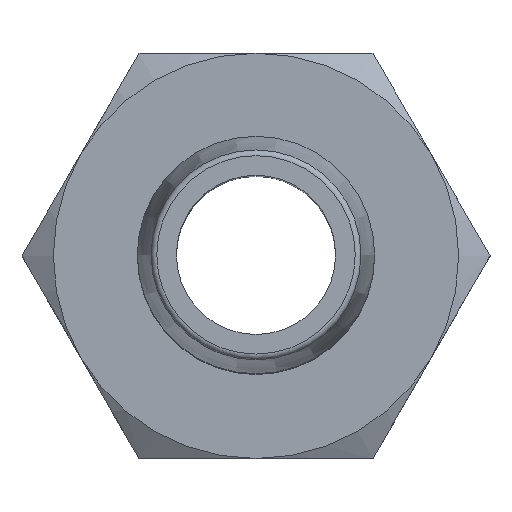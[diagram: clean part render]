
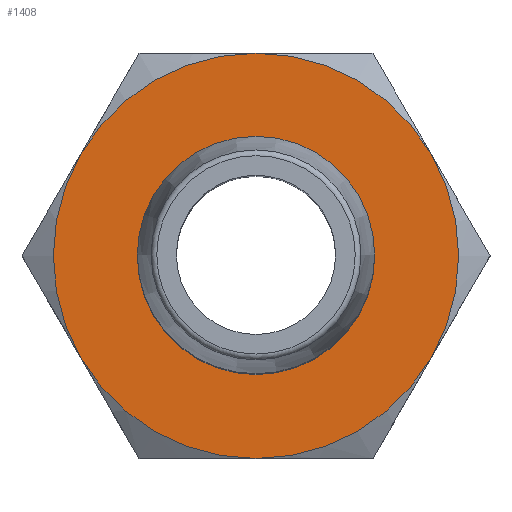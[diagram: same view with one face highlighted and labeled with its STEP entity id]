
A CAD part, top view. The second image highlights one B-rep face of the part: STEP entity #1408.
In plain terms, the highlighted face is planar.
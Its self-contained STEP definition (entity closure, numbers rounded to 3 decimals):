
#744=ORIENTED_EDGE('',*,*,#933,.F.);
#745=ORIENTED_EDGE('',*,*,#934,.F.);
#746=ORIENTED_EDGE('',*,*,#935,.F.);
#747=ORIENTED_EDGE('',*,*,#936,.F.);
#748=ORIENTED_EDGE('',*,*,#932,.F.);
#749=ORIENTED_EDGE('',*,*,#937,.F.);
#750=ORIENTED_EDGE('',*,*,#938,.T.);
#840=CIRCLE('',#1319,7.);
#841=CIRCLE('',#1321,7.);
#842=CIRCLE('',#1322,7.);
#843=CIRCLE('',#1323,7.);
#844=CIRCLE('',#1324,7.);
#845=CIRCLE('',#1325,7.);
#846=CIRCLE('',#1326,4.1);
#876=VERTEX_POINT('',#1475);
#878=VERTEX_POINT('',#1481);
#880=VERTEX_POINT('',#1489);
#883=VERTEX_POINT('',#1499);
#884=VERTEX_POINT('',#1501);
#885=VERTEX_POINT('',#1503);
#886=VERTEX_POINT('',#1507);
#932=EDGE_CURVE('',#878,#880,#840,.T.);
#933=EDGE_CURVE('',#883,#876,#841,.T.);
#934=EDGE_CURVE('',#884,#883,#842,.T.);
#935=EDGE_CURVE('',#885,#884,#843,.T.);
#936=EDGE_CURVE('',#880,#885,#844,.T.);
#937=EDGE_CURVE('',#876,#878,#845,.T.);
#938=EDGE_CURVE('',#886,#886,#846,.T.);
#980=EDGE_LOOP('',(#744,#745,#746,#747,#748,#749));
#981=EDGE_LOOP('',(#750));
#1040=FACE_BOUND('',#980,.T.);
#1041=FACE_BOUND('',#981,.T.);
#1154=DIRECTION('',(0.,-1.,0.));
#1155=DIRECTION('',(6.062,0.,3.5));
#1156=DIRECTION('',(0.,1.,0.));
#1157=DIRECTION('',(1.,0.,0.));
#1158=DIRECTION('',(0.,-1.,0.));
#1159=DIRECTION('',(0.,0.,-7.));
#1160=DIRECTION('',(0.,-1.,0.));
#1161=DIRECTION('',(-6.062,0.,-3.5));
#1162=DIRECTION('',(0.,-1.,0.));
#1163=DIRECTION('',(-6.062,0.,3.5));
#1164=DIRECTION('',(0.,-1.,0.));
#1165=DIRECTION('',(0.,0.,7.));
#1166=DIRECTION('',(0.,-1.,0.));
#1167=DIRECTION('',(6.062,0.,-3.5));
#1168=DIRECTION('',(0.,-1.,0.));
#1169=DIRECTION('',(4.1,0.,0.));
#1319=AXIS2_PLACEMENT_3D('',#1497,#1154,#1155);
#1320=AXIS2_PLACEMENT_3D('',#1498,#1156,#1157);
#1321=AXIS2_PLACEMENT_3D('',#1500,#1158,#1159);
#1322=AXIS2_PLACEMENT_3D('',#1502,#1160,#1161);
#1323=AXIS2_PLACEMENT_3D('',#1504,#1162,#1163);
#1324=AXIS2_PLACEMENT_3D('',#1505,#1164,#1165);
#1325=AXIS2_PLACEMENT_3D('',#1506,#1166,#1167);
#1326=AXIS2_PLACEMENT_3D('',#1508,#1168,#1169);
#1390=PLANE('',#1320);
#1408=ADVANCED_FACE('',(#1040,#1041),#1390,.T.);
#1475=CARTESIAN_POINT('',(17.531,21.62,-3.5));
#1481=CARTESIAN_POINT('',(17.531,21.62,3.5));
#1489=CARTESIAN_POINT('',(11.469,21.62,7.));
#1497=CARTESIAN_POINT('',(11.469,21.62,0.));
#1498=CARTESIAN_POINT('',(11.469,21.62,-7.));
#1499=CARTESIAN_POINT('',(11.469,21.62,-7.));
#1500=CARTESIAN_POINT('',(11.469,21.62,0.));
#1501=CARTESIAN_POINT('',(5.406,21.62,-3.5));
#1502=CARTESIAN_POINT('',(11.469,21.62,0.));
#1503=CARTESIAN_POINT('',(5.406,21.62,3.5));
#1504=CARTESIAN_POINT('',(11.469,21.62,0.));
#1505=CARTESIAN_POINT('',(11.469,21.62,0.));
#1506=CARTESIAN_POINT('',(11.469,21.62,0.));
#1507=CARTESIAN_POINT('',(15.569,21.62,0.));
#1508=CARTESIAN_POINT('',(11.469,21.62,0.));
